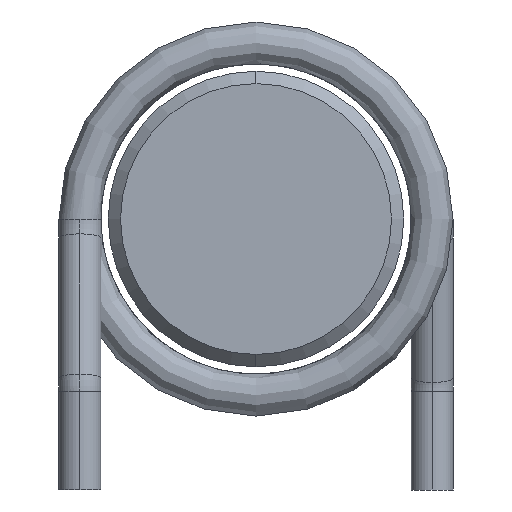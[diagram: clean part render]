
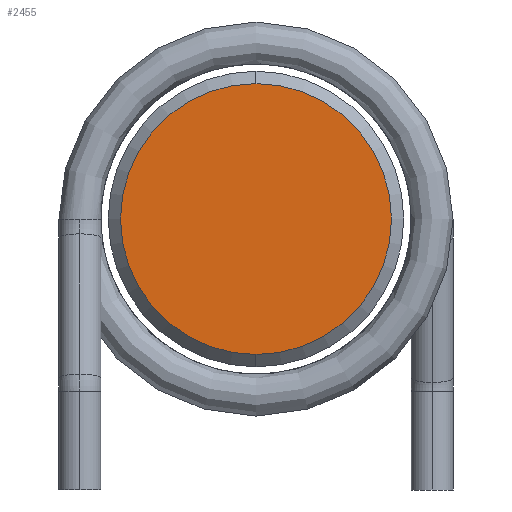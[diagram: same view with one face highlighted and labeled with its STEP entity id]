
A CAD part, left-side view. The second image highlights one B-rep face of the part: STEP entity #2455.
In plain terms, the highlighted planar face has unit normal (-1, 0, 0).
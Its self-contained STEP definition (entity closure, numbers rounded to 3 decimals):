
#2275=CARTESIAN_POINT('',(-15.4,0.,13.5));
#2276=VERTEX_POINT('',#2275);
#2285=CARTESIAN_POINT('',(-15.4,0.,2.5));
#2286=VERTEX_POINT('',#2285);
#2287=CARTESIAN_POINT('',(-15.4,0.,8.0));
#2288=DIRECTION('',(1.0,0.0,0.0));
#2289=DIRECTION('',(0.0,0.0,1.0));
#2290=AXIS2_PLACEMENT_3D('',#2287,#2288,#2289);
#2291=CIRCLE('',#2290,5.5);
#2292=EDGE_CURVE('',#2276,#2286,#2291,.T.);
#2436=CARTESIAN_POINT('',(-15.4,0.,8.0));
#2437=DIRECTION('',(1.0,0.0,0.0));
#2438=DIRECTION('',(0.0,0.0,1.0));
#2439=AXIS2_PLACEMENT_3D('',#2436,#2437,#2438);
#2440=CIRCLE('',#2439,5.5);
#2441=EDGE_CURVE('',#2286,#2276,#2440,.T.);
#2446=CARTESIAN_POINT('',(-15.4,-6.6,1.4));
#2447=DIRECTION('',(-1.0,0.0,0.0));
#2448=DIRECTION('',(0.0,0.0,1.0));
#2449=AXIS2_PLACEMENT_3D('',#2446,#2447,#2448);
#2450=PLANE('',#2449);
#2451=ORIENTED_EDGE('',*,*,#2441,.F.);
#2452=ORIENTED_EDGE('',*,*,#2292,.F.);
#2453=EDGE_LOOP('',(#2451,#2452));
#2454=FACE_OUTER_BOUND('',#2453,.T.);
#2455=ADVANCED_FACE('',(#2454),#2450,.T.);
